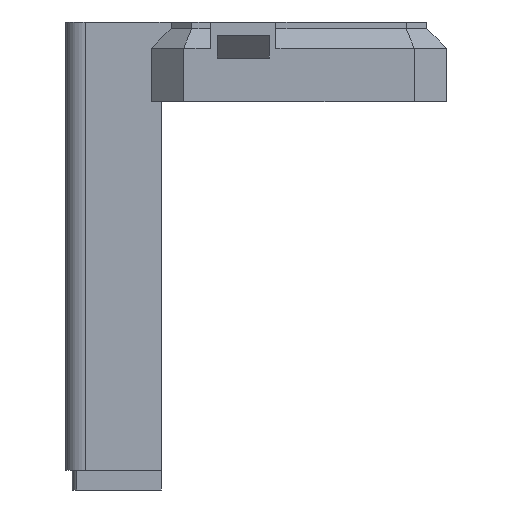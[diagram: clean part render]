
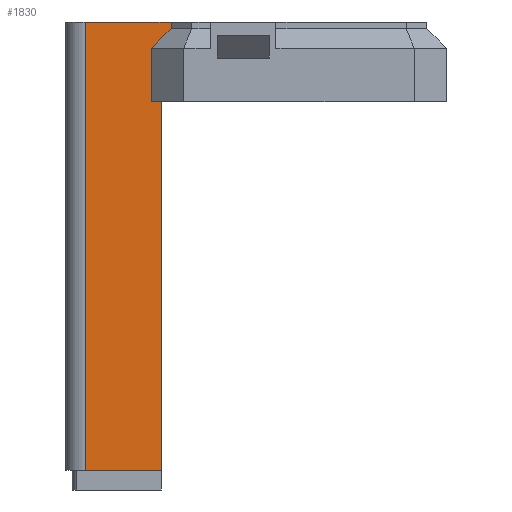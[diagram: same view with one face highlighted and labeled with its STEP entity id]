
A CAD part, left-side view. The second image highlights one B-rep face of the part: STEP entity #1830.
In plain terms, the highlighted planar face has unit normal (-1, 0, 0).
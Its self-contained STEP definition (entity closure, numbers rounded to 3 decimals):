
#49 = CARTESIAN_POINT ( 'NONE',  ( -69.676, -29.547, 8.2 ) ) ;
#67 = DIRECTION ( 'NONE',  ( 0., -1., 0. ) ) ;
#106 = VECTOR ( 'NONE', #3439, 1000. ) ;
#112 = VERTEX_POINT ( 'NONE', #1949 ) ;
#126 = DIRECTION ( 'NONE',  ( 0., 1., 0. ) ) ;
#196 = VECTOR ( 'NONE', #773, 1000. ) ;
#313 = DIRECTION ( 'NONE',  ( -1., 0., 0. ) ) ;
#328 = ORIENTED_EDGE ( 'NONE', *, *, #3679, .T. ) ;
#335 = VECTOR ( 'NONE', #2890, 1000. ) ;
#354 = VERTEX_POINT ( 'NONE', #3653 ) ;
#391 = VERTEX_POINT ( 'NONE', #1903 ) ;
#415 = DIRECTION ( 'NONE',  ( 0., 0., -1. ) ) ;
#428 = ORIENTED_EDGE ( 'NONE', *, *, #1754, .F. ) ;
#555 = CARTESIAN_POINT ( 'NONE',  ( -69.676, -16.447, 9.2 ) ) ;
#562 = CARTESIAN_POINT ( 'NONE',  ( -69.676, 0., 8.2 ) ) ;
#684 = VECTOR ( 'NONE', #3788, 1000. ) ;
#773 = DIRECTION ( 'NONE',  ( 0., 0., -1. ) ) ;
#805 = LINE ( 'NONE', #555, #684 ) ;
#818 = ORIENTED_EDGE ( 'NONE', *, *, #3211, .F. ) ;
#877 = FACE_OUTER_BOUND ( 'NONE', #2434, .T. ) ;
#921 = LINE ( 'NONE', #2098, #1740 ) ;
#964 = LINE ( 'NONE', #2484, #3556 ) ;
#993 = CARTESIAN_POINT ( 'NONE',  ( -69.676, -26.547, 8.2 ) ) ;
#1040 = ORIENTED_EDGE ( 'NONE', *, *, #2198, .F. ) ;
#1052 = CARTESIAN_POINT ( 'NONE',  ( -69.676, -28.047, -3. ) ) ;
#1057 = LINE ( 'NONE', #1864, #196 ) ;
#1077 = DIRECTION ( 'NONE',  ( 0., 0., 1. ) ) ;
#1120 = CARTESIAN_POINT ( 'NONE',  ( -69.676, -26.547, 5.2 ) ) ;
#1206 = LINE ( 'NONE', #1120, #335 ) ;
#1229 = VERTEX_POINT ( 'NONE', #1566 ) ;
#1250 = CARTESIAN_POINT ( 'NONE',  ( -69.676, -26.547, -3. ) ) ;
#1327 = VERTEX_POINT ( 'NONE', #1599 ) ;
#1501 = DIRECTION ( 'NONE',  ( 0., 0., 1. ) ) ;
#1541 = LINE ( 'NONE', #993, #1732 ) ;
#1566 = CARTESIAN_POINT ( 'NONE',  ( -69.676, -16.447, 9.2 ) ) ;
#1599 = CARTESIAN_POINT ( 'NONE',  ( -69.676, -29.547, 9.2 ) ) ;
#1658 = EDGE_CURVE ( 'NONE', #112, #3105, #921, .T. ) ;
#1693 = LINE ( 'NONE', #1928, #106 ) ;
#1732 = VECTOR ( 'NONE', #415, 1000. ) ;
#1740 = VECTOR ( 'NONE', #1077, 1000. ) ;
#1754 = EDGE_CURVE ( 'NONE', #1327, #2721, #1057, .T. ) ;
#1830 = ADVANCED_FACE ( 'NONE', ( #877 ), #2958, .T. ) ;
#1864 = CARTESIAN_POINT ( 'NONE',  ( -69.676, -29.547, 9.2 ) ) ;
#1903 = CARTESIAN_POINT ( 'NONE',  ( -69.676, -26.547, 5.2 ) ) ;
#1928 = CARTESIAN_POINT ( 'NONE',  ( -69.676, -16.447, 8.2 ) ) ;
#1949 = CARTESIAN_POINT ( 'NONE',  ( -69.676, -28.047, -59.2 ) ) ;
#1963 = EDGE_CURVE ( 'NONE', #1229, #354, #1693, .T. ) ;
#2098 = CARTESIAN_POINT ( 'NONE',  ( -69.676, -28.047, -12.2 ) ) ;
#2198 = EDGE_CURVE ( 'NONE', #112, #354, #964, .T. ) ;
#2279 = VECTOR ( 'NONE', #67, 1000. ) ;
#2384 = ORIENTED_EDGE ( 'NONE', *, *, #1658, .T. ) ;
#2434 = EDGE_LOOP ( 'NONE', ( #3657, #2998, #328, #428, #818, #2982, #1040, #2384 ) ) ;
#2477 = LINE ( 'NONE', #1250, #2279 ) ;
#2484 = CARTESIAN_POINT ( 'NONE',  ( -69.676, -28.047, -59.2 ) ) ;
#2626 = EDGE_CURVE ( 'NONE', #3345, #3105, #2477, .T. ) ;
#2662 = AXIS2_PLACEMENT_3D ( 'NONE', #562, #313, #1501 ) ;
#2692 = EDGE_CURVE ( 'NONE', #391, #3345, #1541, .T. ) ;
#2721 = VERTEX_POINT ( 'NONE', #49 ) ;
#2890 = DIRECTION ( 'NONE',  ( 0., -0.707, 0.707 ) ) ;
#2958 = PLANE ( 'NONE',  #2662 ) ;
#2982 = ORIENTED_EDGE ( 'NONE', *, *, #1963, .T. ) ;
#2998 = ORIENTED_EDGE ( 'NONE', *, *, #2692, .F. ) ;
#3040 = CARTESIAN_POINT ( 'NONE',  ( -69.676, -26.547, -3. ) ) ;
#3105 = VERTEX_POINT ( 'NONE', #1052 ) ;
#3211 = EDGE_CURVE ( 'NONE', #1229, #1327, #805, .T. ) ;
#3345 = VERTEX_POINT ( 'NONE', #3040 ) ;
#3439 = DIRECTION ( 'NONE',  ( 0., 0., -1. ) ) ;
#3556 = VECTOR ( 'NONE', #126, 1000. ) ;
#3653 = CARTESIAN_POINT ( 'NONE',  ( -69.676, -16.447, -59.2 ) ) ;
#3657 = ORIENTED_EDGE ( 'NONE', *, *, #2626, .F. ) ;
#3679 = EDGE_CURVE ( 'NONE', #391, #2721, #1206, .T. ) ;
#3788 = DIRECTION ( 'NONE',  ( 0., -1., 0. ) ) ;
